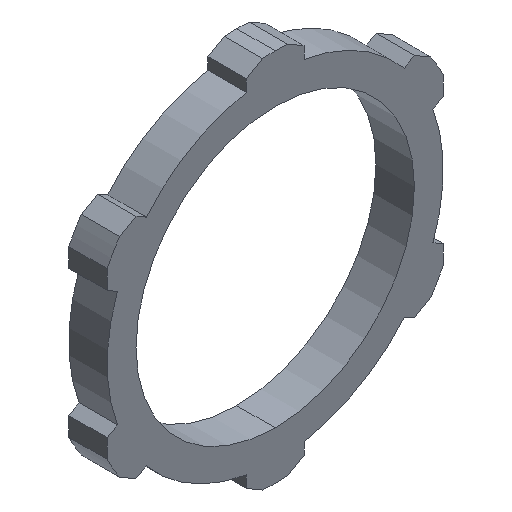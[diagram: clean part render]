
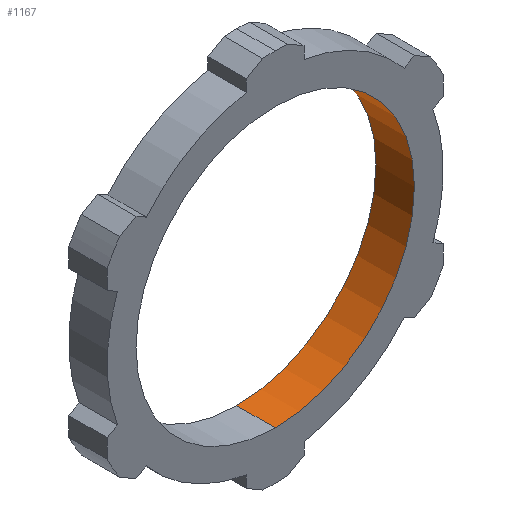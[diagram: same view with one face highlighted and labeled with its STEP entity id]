
A CAD part, isometric view. The second image highlights one B-rep face of the part: STEP entity #1167.
In plain terms, the highlighted cylindrical face has radius 29 mm (diameter 58 mm), a partial arc.
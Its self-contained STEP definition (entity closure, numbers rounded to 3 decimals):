
#32 = LINE ( 'NONE', #791, #432 ) ;
#81 = CIRCLE ( 'NONE', #1187, 29. ) ;
#88 = CARTESIAN_POINT ( 'NONE',  ( 0., 8., 29. ) ) ;
#127 = ORIENTED_EDGE ( 'NONE', *, *, #583, .F. ) ;
#140 = DIRECTION ( 'NONE',  ( 0., 0., 1. ) ) ;
#200 = CARTESIAN_POINT ( 'NONE',  ( 0., 0., 0. ) ) ;
#234 = VERTEX_POINT ( 'NONE', #1341 ) ;
#294 = CYLINDRICAL_SURFACE ( 'NONE', #771, 29. ) ;
#326 = VERTEX_POINT ( 'NONE', #820 ) ;
#330 = VERTEX_POINT ( 'NONE', #88 ) ;
#379 = DIRECTION ( 'NONE',  ( 0., 1., 0. ) ) ;
#408 = CARTESIAN_POINT ( 'NONE',  ( 0., 8., 29. ) ) ;
#432 = VECTOR ( 'NONE', #453, 1000. ) ;
#435 = VECTOR ( 'NONE', #517, 1000. ) ;
#437 = CARTESIAN_POINT ( 'NONE',  ( 0., 8., 0. ) ) ;
#453 = DIRECTION ( 'NONE',  ( 0., 1., 0. ) ) ;
#461 = ORIENTED_EDGE ( 'NONE', *, *, #484, .T. ) ;
#484 = EDGE_CURVE ( 'NONE', #330, #234, #813, .T. ) ;
#517 = DIRECTION ( 'NONE',  ( 0., 1., 0. ) ) ;
#583 = EDGE_CURVE ( 'NONE', #595, #234, #32, .T. ) ;
#595 = VERTEX_POINT ( 'NONE', #1124 ) ;
#597 = DIRECTION ( 'NONE',  ( 0., 0., 1. ) ) ;
#635 = FACE_OUTER_BOUND ( 'NONE', #1267, .T. ) ;
#771 = AXIS2_PLACEMENT_3D ( 'NONE', #1055, #379, #597 ) ;
#791 = CARTESIAN_POINT ( 'NONE',  ( 0., 8., -29. ) ) ;
#813 = CIRCLE ( 'NONE', #900, 29. ) ;
#820 = CARTESIAN_POINT ( 'NONE',  ( 0., 0., 29. ) ) ;
#858 = DIRECTION ( 'NONE',  ( 0., 1., 0. ) ) ;
#900 = AXIS2_PLACEMENT_3D ( 'NONE', #437, #993, #140 ) ;
#993 = DIRECTION ( 'NONE',  ( 0., 1., 0. ) ) ;
#1055 = CARTESIAN_POINT ( 'NONE',  ( 0., 8., 0. ) ) ;
#1115 = LINE ( 'NONE', #408, #435 ) ;
#1124 = CARTESIAN_POINT ( 'NONE',  ( 0., 0., -29. ) ) ;
#1167 = ADVANCED_FACE ( 'NONE', ( #635 ), #294, .F. ) ;
#1187 = AXIS2_PLACEMENT_3D ( 'NONE', #200, #858, #1281 ) ;
#1235 = ORIENTED_EDGE ( 'NONE', *, *, #1285, .F. ) ;
#1267 = EDGE_LOOP ( 'NONE', ( #127, #1235, #1336, #461 ) ) ;
#1281 = DIRECTION ( 'NONE',  ( 0., 0., 1. ) ) ;
#1285 = EDGE_CURVE ( 'NONE', #326, #595, #81, .T. ) ;
#1336 = ORIENTED_EDGE ( 'NONE', *, *, #1346, .T. ) ;
#1341 = CARTESIAN_POINT ( 'NONE',  ( 0., 8., -29. ) ) ;
#1346 = EDGE_CURVE ( 'NONE', #326, #330, #1115, .T. ) ;
